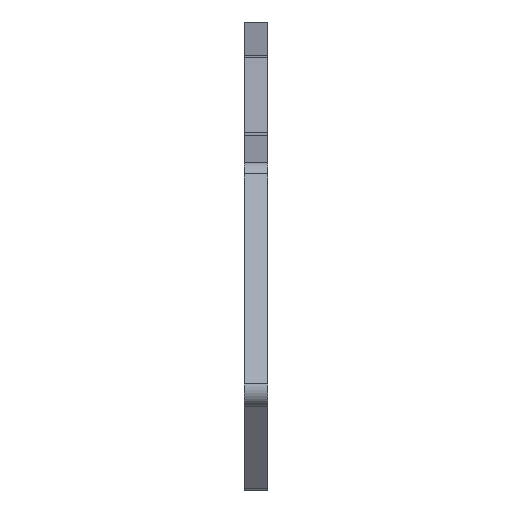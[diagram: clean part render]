
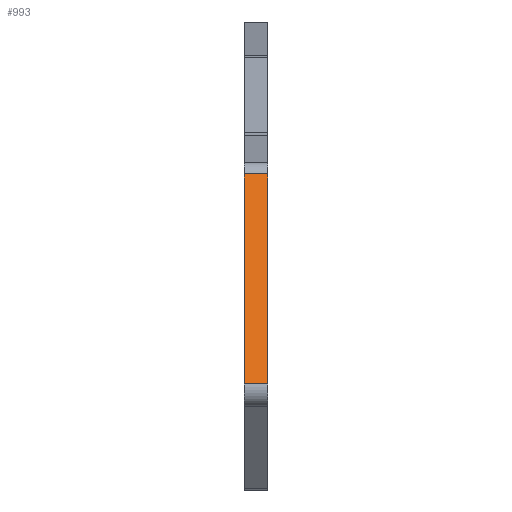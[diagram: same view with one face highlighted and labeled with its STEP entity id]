
A CAD part, top view. The second image highlights one B-rep face of the part: STEP entity #993.
In plain terms, the highlighted planar face has unit normal (0, 0.338, 0.941).
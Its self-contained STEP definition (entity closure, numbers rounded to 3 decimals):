
#51=PLANE('',#1119);
#96=FACE_OUTER_BOUND('',#143,.T.);
#143=EDGE_LOOP('',(#810,#811,#812,#813));
#242=LINE('',#1699,#323);
#243=LINE('',#1702,#324);
#244=LINE('',#1704,#325);
#245=LINE('',#1705,#326);
#323=VECTOR('',#1404,10.);
#324=VECTOR('',#1407,10.);
#325=VECTOR('',#1408,10.);
#326=VECTOR('',#1409,10.);
#485=VERTEX_POINT('',#1695);
#486=VERTEX_POINT('',#1697);
#487=VERTEX_POINT('',#1701);
#488=VERTEX_POINT('',#1703);
#625=EDGE_CURVE('',#485,#486,#242,.T.);
#626=EDGE_CURVE('',#487,#485,#243,.T.);
#627=EDGE_CURVE('',#488,#486,#244,.T.);
#628=EDGE_CURVE('',#487,#488,#245,.T.);
#810=ORIENTED_EDGE('',*,*,#626,.T.);
#811=ORIENTED_EDGE('',*,*,#625,.T.);
#812=ORIENTED_EDGE('',*,*,#627,.F.);
#813=ORIENTED_EDGE('',*,*,#628,.F.);
#993=ADVANCED_FACE('',(#96),#51,.T.);
#1119=AXIS2_PLACEMENT_3D('',#1700,#1405,#1406);
#1404=DIRECTION('',(1.,0.,0.));
#1405=DIRECTION('center_axis',(0.,0.338,0.941));
#1406=DIRECTION('ref_axis',(0.,-0.941,0.338));
#1407=DIRECTION('',(0.,-0.941,0.338));
#1408=DIRECTION('',(0.,-0.941,0.338));
#1409=DIRECTION('',(1.,0.,0.));
#1695=CARTESIAN_POINT('',(0.,-0.418,5.866));
#1697=CARTESIAN_POINT('',(4.,-0.418,5.866));
#1699=CARTESIAN_POINT('',(0.,-0.418,5.866));
#1700=CARTESIAN_POINT('Origin',(0.,35.244,-6.959));
#1701=CARTESIAN_POINT('',(0.,35.244,-6.959));
#1702=CARTESIAN_POINT('',(0.,35.244,-6.959));
#1703=CARTESIAN_POINT('',(4.,35.244,-6.959));
#1704=CARTESIAN_POINT('',(4.,35.244,-6.959));
#1705=CARTESIAN_POINT('',(0.,35.244,-6.959));
